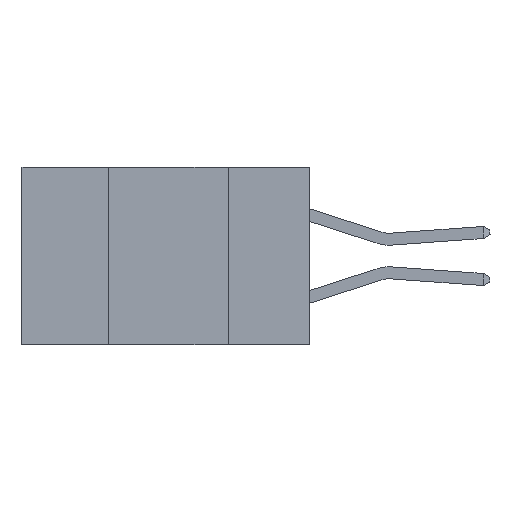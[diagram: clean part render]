
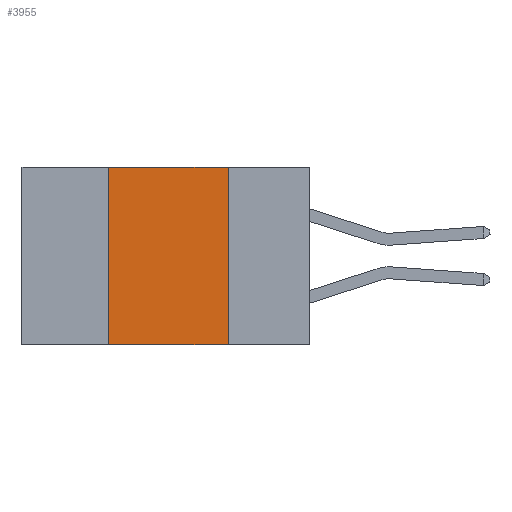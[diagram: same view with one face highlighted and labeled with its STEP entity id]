
A CAD part, left-side view. The second image highlights one B-rep face of the part: STEP entity #3955.
In plain terms, the highlighted planar face has unit normal (-1, 0, 0).
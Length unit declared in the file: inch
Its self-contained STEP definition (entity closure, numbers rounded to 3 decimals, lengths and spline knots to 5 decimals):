
#489 = CARTESIAN_POINT ( 'NONE',  ( 0., 0.42, -0.37 ) ) ;
#827 = VERTEX_POINT ( 'NONE', #10571 ) ;
#1128 = ORIENTED_EDGE ( 'NONE', *, *, #1587, .T. ) ;
#1587 = EDGE_CURVE ( 'NONE', #9158, #12363, #16825, .T. ) ;
#2069 = DIRECTION ( 'NONE',  ( 0., -1., 0. ) ) ;
#2117 = LINE ( 'NONE', #15455, #5670 ) ;
#3955 = ADVANCED_FACE ( 'NONE', ( #10191 ), #13319, .F. ) ;
#4013 = EDGE_CURVE ( 'NONE', #9158, #13126, #14830, .T. ) ;
#4706 = CARTESIAN_POINT ( 'NONE',  ( 0., 0.6, -0.37 ) ) ;
#5054 = DIRECTION ( 'NONE',  ( 0., 0., -1. ) ) ;
#5270 = DIRECTION ( 'NONE',  ( 1., 0., 0. ) ) ;
#5468 = EDGE_LOOP ( 'NONE', ( #10181, #8904, #13575, #1128 ) ) ;
#5505 = EDGE_CURVE ( 'NONE', #13126, #827, #13908, .T. ) ;
#5670 = VECTOR ( 'NONE', #5054, 39.37008 ) ;
#6808 = EDGE_CURVE ( 'NONE', #827, #12363, #2117, .T. ) ;
#8855 = VECTOR ( 'NONE', #14093, 39.37008 ) ;
#8893 = VECTOR ( 'NONE', #2069, 39.37008 ) ;
#8904 = ORIENTED_EDGE ( 'NONE', *, *, #5505, .F. ) ;
#9158 = VERTEX_POINT ( 'NONE', #489 ) ;
#9261 = CARTESIAN_POINT ( 'NONE',  ( 0., 0.42, 0. ) ) ;
#10036 = CARTESIAN_POINT ( 'NONE',  ( 0., 0.42, 0. ) ) ;
#10092 = CARTESIAN_POINT ( 'NONE',  ( 0., 0.6, 0. ) ) ;
#10146 = DIRECTION ( 'NONE',  ( 0., 0., 1. ) ) ;
#10181 = ORIENTED_EDGE ( 'NONE', *, *, #6808, .F. ) ;
#10191 = FACE_OUTER_BOUND ( 'NONE', #5468, .T. ) ;
#10571 = CARTESIAN_POINT ( 'NONE',  ( 0., 0.17, 0. ) ) ;
#11416 = DIRECTION ( 'NONE',  ( 0., 0., -1. ) ) ;
#11865 = AXIS2_PLACEMENT_3D ( 'NONE', #13264, #5270, #11416 ) ;
#12363 = VERTEX_POINT ( 'NONE', #12780 ) ;
#12780 = CARTESIAN_POINT ( 'NONE',  ( 0., 0.17, -0.37 ) ) ;
#13126 = VERTEX_POINT ( 'NONE', #9261 ) ;
#13264 = CARTESIAN_POINT ( 'NONE',  ( 0., 0.6, 0. ) ) ;
#13319 = PLANE ( 'NONE',  #11865 ) ;
#13575 = ORIENTED_EDGE ( 'NONE', *, *, #4013, .F. ) ;
#13908 = LINE ( 'NONE', #10092, #8893 ) ;
#14093 = DIRECTION ( 'NONE',  ( 0., -1., 0. ) ) ;
#14830 = LINE ( 'NONE', #10036, #16300 ) ;
#15455 = CARTESIAN_POINT ( 'NONE',  ( 0., 0.17, 0. ) ) ;
#16300 = VECTOR ( 'NONE', #10146, 39.37008 ) ;
#16825 = LINE ( 'NONE', #4706, #8855 ) ;
